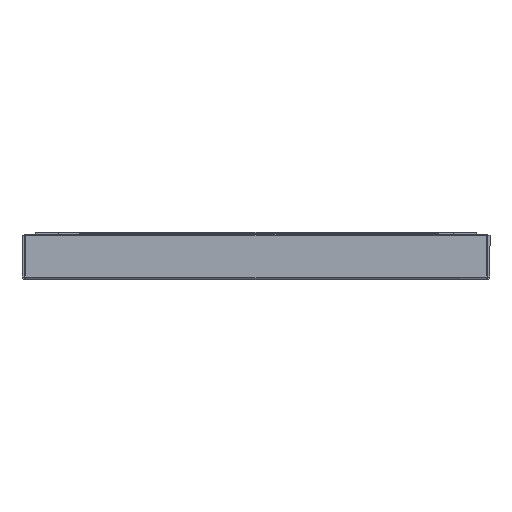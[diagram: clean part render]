
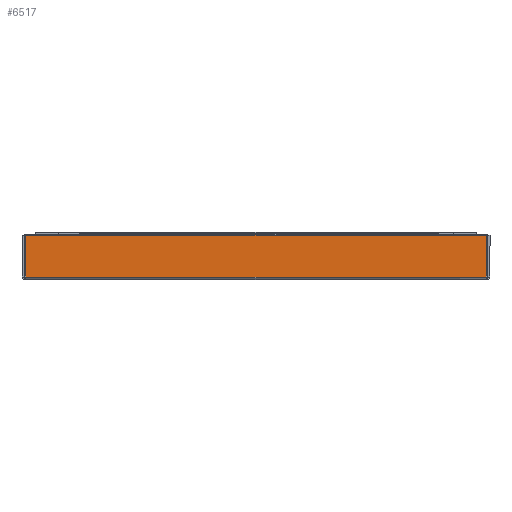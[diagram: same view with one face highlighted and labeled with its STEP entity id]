
A CAD part, front view. The second image highlights one B-rep face of the part: STEP entity #6517.
In plain terms, the highlighted planar face has unit normal (0, -1, 0).
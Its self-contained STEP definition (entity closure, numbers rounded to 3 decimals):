
#979 = PLANE ( 'NONE',  #9214 ) ;
#1046 = VERTEX_POINT ( 'NONE', #5317 ) ;
#1065 = CARTESIAN_POINT ( 'NONE',  ( 8.765, -15.6, 0.001 ) ) ;
#1336 = LINE ( 'NONE', #7597, #3776 ) ;
#1720 = LINE ( 'NONE', #7855, #5576 ) ;
#2176 = DIRECTION ( 'NONE',  ( 0., 1., 0. ) ) ;
#2234 = CARTESIAN_POINT ( 'NONE',  ( 0., -15.6, 0. ) ) ;
#2644 = DIRECTION ( 'NONE',  ( -1., 0., 0. ) ) ;
#2796 = ORIENTED_EDGE ( 'NONE', *, *, #11403, .T. ) ;
#3445 = VECTOR ( 'NONE', #6036, 1000. ) ;
#3776 = VECTOR ( 'NONE', #9480, 1000. ) ;
#3778 = FACE_OUTER_BOUND ( 'NONE', #6202, .T. ) ;
#4379 = EDGE_CURVE ( 'NONE', #10739, #7823, #1720, .T. ) ;
#4593 = DIRECTION ( 'NONE',  ( 0., 0., 1. ) ) ;
#5161 = EDGE_CURVE ( 'NONE', #6802, #1046, #5825, .T. ) ;
#5317 = CARTESIAN_POINT ( 'NONE',  ( -8.765, -15.6, 0.001 ) ) ;
#5576 = VECTOR ( 'NONE', #2644, 1000. ) ;
#5825 = LINE ( 'NONE', #6694, #10330 ) ;
#6036 = DIRECTION ( 'NONE',  ( 0., 0., 1. ) ) ;
#6202 = EDGE_LOOP ( 'NONE', ( #7996, #10287, #2796, #10333 ) ) ;
#6517 = ADVANCED_FACE ( 'NONE', ( #3778 ), #979, .F. ) ;
#6694 = CARTESIAN_POINT ( 'NONE',  ( 0., -15.6, 0.001 ) ) ;
#6802 = VERTEX_POINT ( 'NONE', #1065 ) ;
#6941 = CARTESIAN_POINT ( 'NONE',  ( -8.765, -15.6, 1.595 ) ) ;
#7597 = CARTESIAN_POINT ( 'NONE',  ( -8.765, -15.6, 0. ) ) ;
#7823 = VERTEX_POINT ( 'NONE', #6941 ) ;
#7855 = CARTESIAN_POINT ( 'NONE',  ( -8.8, -15.6, 1.595 ) ) ;
#7996 = ORIENTED_EDGE ( 'NONE', *, *, #8157, .F. ) ;
#8157 = EDGE_CURVE ( 'NONE', #1046, #7823, #1336, .T. ) ;
#8359 = CARTESIAN_POINT ( 'NONE',  ( 8.765, -15.6, 1.595 ) ) ;
#8557 = DIRECTION ( 'NONE',  ( -1., 0., 0. ) ) ;
#9214 = AXIS2_PLACEMENT_3D ( 'NONE', #2234, #2176, #4593 ) ;
#9480 = DIRECTION ( 'NONE',  ( 0., 0., 1. ) ) ;
#9485 = CARTESIAN_POINT ( 'NONE',  ( 8.765, -15.6, 0. ) ) ;
#10287 = ORIENTED_EDGE ( 'NONE', *, *, #5161, .F. ) ;
#10330 = VECTOR ( 'NONE', #8557, 1000. ) ;
#10333 = ORIENTED_EDGE ( 'NONE', *, *, #4379, .T. ) ;
#10354 = LINE ( 'NONE', #9485, #3445 ) ;
#10739 = VERTEX_POINT ( 'NONE', #8359 ) ;
#11403 = EDGE_CURVE ( 'NONE', #6802, #10739, #10354, .T. ) ;
